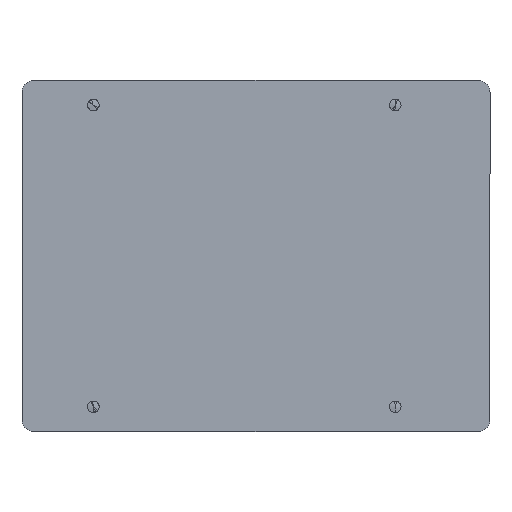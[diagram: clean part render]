
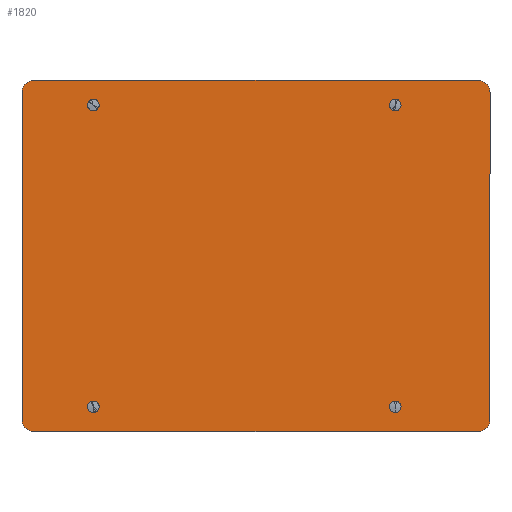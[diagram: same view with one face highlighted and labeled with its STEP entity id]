
A CAD part, top view. The second image highlights one B-rep face of the part: STEP entity #1820.
In plain terms, the highlighted planar face has unit normal (0, 0, 1).
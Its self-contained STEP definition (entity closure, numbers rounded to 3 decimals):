
#3 = ORIENTED_EDGE ( 'NONE', *, *, #1243, .F. ) ;
#15 = PLANE ( 'NONE',  #740 ) ;
#41 = AXIS2_PLACEMENT_3D ( 'NONE', #337, #2540, #2136 ) ;
#51 = DIRECTION ( 'NONE',  ( 1., 0., 0. ) ) ;
#80 = DIRECTION ( 'NONE',  ( 0., 0., 1. ) ) ;
#95 = DIRECTION ( 'NONE',  ( 1., 0., 0. ) ) ;
#120 = CARTESIAN_POINT ( 'NONE',  ( 151.207, 128.273, 10. ) ) ;
#141 = DIRECTION ( 'NONE',  ( 1., 0., 0. ) ) ;
#152 = ORIENTED_EDGE ( 'NONE', *, *, #900, .F. ) ;
#154 = DIRECTION ( 'NONE',  ( 0., 0., 1. ) ) ;
#174 = VERTEX_POINT ( 'NONE', #2452 ) ;
#190 = DIRECTION ( 'NONE',  ( -1., 0., 0. ) ) ;
#193 = CARTESIAN_POINT ( 'NONE',  ( 156.207, -16.727, 10. ) ) ;
#217 = DIRECTION ( 'NONE',  ( 1., 0., 0. ) ) ;
#269 = CARTESIAN_POINT ( 'NONE',  ( -43.793, -16.727, 10. ) ) ;
#337 = CARTESIAN_POINT ( 'NONE',  ( 115.707, -11.227, 10. ) ) ;
#343 = CARTESIAN_POINT ( 'NONE',  ( 151.207, -16.727, 10. ) ) ;
#345 = VERTEX_POINT ( 'NONE', #269 ) ;
#351 = VERTEX_POINT ( 'NONE', #1652 ) ;
#353 = CIRCLE ( 'NONE', #821, 2.5 ) ;
#384 = ORIENTED_EDGE ( 'NONE', *, *, #2778, .T. ) ;
#419 = LINE ( 'NONE', #2859, #626 ) ;
#440 = CIRCLE ( 'NONE', #1049, 2.5 ) ;
#465 = FACE_BOUND ( 'NONE', #603, .T. ) ;
#511 = DIRECTION ( 'NONE',  ( 0., 0., 1. ) ) ;
#524 = CARTESIAN_POINT ( 'NONE',  ( 151.207, 123.273, 10. ) ) ;
#555 = DIRECTION ( 'NONE',  ( 1., 0., 0. ) ) ;
#568 = CARTESIAN_POINT ( 'NONE',  ( 115.707, 117.773, 10. ) ) ;
#600 = EDGE_CURVE ( 'NONE', #686, #1750, #1291, .T. ) ;
#603 = EDGE_LOOP ( 'NONE', ( #833, #894 ) ) ;
#626 = VECTOR ( 'NONE', #190, 1000. ) ;
#640 = DIRECTION ( 'NONE',  ( 0., 0., 1. ) ) ;
#664 = VERTEX_POINT ( 'NONE', #993 ) ;
#667 = VERTEX_POINT ( 'NONE', #1896 ) ;
#685 = EDGE_CURVE ( 'NONE', #1313, #738, #2810, .T. ) ;
#686 = VERTEX_POINT ( 'NONE', #2361 ) ;
#723 = VERTEX_POINT ( 'NONE', #2401 ) ;
#738 = VERTEX_POINT ( 'NONE', #1969 ) ;
#740 = AXIS2_PLACEMENT_3D ( 'NONE', #1165, #1348, #2692 ) ;
#742 = CARTESIAN_POINT ( 'NONE',  ( 115.707, -11.227, 10. ) ) ;
#748 = ORIENTED_EDGE ( 'NONE', *, *, #768, .T. ) ;
#768 = EDGE_CURVE ( 'NONE', #174, #345, #1927, .T. ) ;
#771 = AXIS2_PLACEMENT_3D ( 'NONE', #742, #80, #95 ) ;
#821 = AXIS2_PLACEMENT_3D ( 'NONE', #928, #1539, #217 ) ;
#822 = ORIENTED_EDGE ( 'NONE', *, *, #2007, .T. ) ;
#833 = ORIENTED_EDGE ( 'NONE', *, *, #1095, .F. ) ;
#839 = CARTESIAN_POINT ( 'NONE',  ( -38.793, -21.727, 10. ) ) ;
#869 = DIRECTION ( 'NONE',  ( 1., 0., 0. ) ) ;
#894 = ORIENTED_EDGE ( 'NONE', *, *, #685, .F. ) ;
#900 = EDGE_CURVE ( 'NONE', #723, #351, #353, .T. ) ;
#928 = CARTESIAN_POINT ( 'NONE',  ( 115.707, 117.773, 10. ) ) ;
#930 = AXIS2_PLACEMENT_3D ( 'NONE', #343, #1688, #2648 ) ;
#945 = ORIENTED_EDGE ( 'NONE', *, *, #1133, .F. ) ;
#979 = CARTESIAN_POINT ( 'NONE',  ( 156.207, 123.273, 10. ) ) ;
#988 = DIRECTION ( 'NONE',  ( 0., 0., 1. ) ) ;
#993 = CARTESIAN_POINT ( 'NONE',  ( -15.793, 117.773, 10. ) ) ;
#1049 = AXIS2_PLACEMENT_3D ( 'NONE', #2074, #988, #51 ) ;
#1078 = DIRECTION ( 'NONE',  ( -1., 0., 0. ) ) ;
#1085 = DIRECTION ( 'NONE',  ( 0., 1., 0. ) ) ;
#1095 = EDGE_CURVE ( 'NONE', #738, #1313, #440, .T. ) ;
#1101 = CIRCLE ( 'NONE', #2710, 2.5 ) ;
#1133 = EDGE_CURVE ( 'NONE', #1750, #686, #2472, .T. ) ;
#1159 = ORIENTED_EDGE ( 'NONE', *, *, #2141, .T. ) ;
#1163 = DIRECTION ( 'NONE',  ( 1., 0., 0. ) ) ;
#1165 = CARTESIAN_POINT ( 'NONE',  ( 151.207, 123.273, 10. ) ) ;
#1195 = VERTEX_POINT ( 'NONE', #979 ) ;
#1218 = CARTESIAN_POINT ( 'NONE',  ( -38.793, -21.727, 10. ) ) ;
#1236 = VERTEX_POINT ( 'NONE', #2841 ) ;
#1243 = EDGE_CURVE ( 'NONE', #351, #723, #1101, .T. ) ;
#1291 = CIRCLE ( 'NONE', #41, 2.5 ) ;
#1297 = ORIENTED_EDGE ( 'NONE', *, *, #1948, .T. ) ;
#1313 = VERTEX_POINT ( 'NONE', #2605 ) ;
#1316 = ORIENTED_EDGE ( 'NONE', *, *, #2219, .F. ) ;
#1335 = AXIS2_PLACEMENT_3D ( 'NONE', #1680, #2582, #555 ) ;
#1337 = EDGE_LOOP ( 'NONE', ( #1600, #945 ) ) ;
#1348 = DIRECTION ( 'NONE',  ( 0., 0., -1. ) ) ;
#1357 = CARTESIAN_POINT ( 'NONE',  ( -13.293, 117.773, 10. ) ) ;
#1483 = DIRECTION ( 'NONE',  ( 0., 0., 1. ) ) ;
#1504 = DIRECTION ( 'NONE',  ( 1., 0., 0. ) ) ;
#1514 = VECTOR ( 'NONE', #1085, 1000. ) ;
#1528 = ORIENTED_EDGE ( 'NONE', *, *, #2081, .F. ) ;
#1539 = DIRECTION ( 'NONE',  ( 0., 0., 1. ) ) ;
#1549 = LINE ( 'NONE', #2214, #1514 ) ;
#1551 = VECTOR ( 'NONE', #141, 1000. ) ;
#1556 = CIRCLE ( 'NONE', #1760, 2.5 ) ;
#1561 = CARTESIAN_POINT ( 'NONE',  ( 113.207, -11.227, 10. ) ) ;
#1571 = VERTEX_POINT ( 'NONE', #120 ) ;
#1593 = FACE_OUTER_BOUND ( 'NONE', #1773, .T. ) ;
#1600 = ORIENTED_EDGE ( 'NONE', *, *, #600, .F. ) ;
#1626 = EDGE_CURVE ( 'NONE', #667, #1694, #2209, .T. ) ;
#1652 = CARTESIAN_POINT ( 'NONE',  ( 113.207, 117.773, 10. ) ) ;
#1664 = CIRCLE ( 'NONE', #2377, 5. ) ;
#1680 = CARTESIAN_POINT ( 'NONE',  ( -13.293, -11.227, 10. ) ) ;
#1688 = DIRECTION ( 'NONE',  ( 0., 0., 1. ) ) ;
#1694 = VERTEX_POINT ( 'NONE', #193 ) ;
#1722 = CIRCLE ( 'NONE', #2425, 5. ) ;
#1750 = VERTEX_POINT ( 'NONE', #1561 ) ;
#1760 = AXIS2_PLACEMENT_3D ( 'NONE', #2103, #640, #869 ) ;
#1773 = EDGE_LOOP ( 'NONE', ( #1297, #1972, #1159, #748, #822, #1938, #1851, #384 ) ) ;
#1820 = ADVANCED_FACE ( 'NONE', ( #2723, #2027, #465, #2475, #1593 ), #15, .F. ) ;
#1851 = ORIENTED_EDGE ( 'NONE', *, *, #1626, .T. ) ;
#1896 = CARTESIAN_POINT ( 'NONE',  ( 151.207, -21.727, 10. ) ) ;
#1914 = CARTESIAN_POINT ( 'NONE',  ( -38.793, -16.727, 10. ) ) ;
#1927 = LINE ( 'NONE', #2858, #2107 ) ;
#1938 = ORIENTED_EDGE ( 'NONE', *, *, #2391, .T. ) ;
#1948 = EDGE_CURVE ( 'NONE', #1195, #1571, #2324, .T. ) ;
#1969 = CARTESIAN_POINT ( 'NONE',  ( -10.793, -11.227, 10. ) ) ;
#1972 = ORIENTED_EDGE ( 'NONE', *, *, #2120, .T. ) ;
#1995 = DIRECTION ( 'NONE',  ( -1., 0., 0. ) ) ;
#2007 = EDGE_CURVE ( 'NONE', #345, #2338, #1664, .T. ) ;
#2027 = FACE_BOUND ( 'NONE', #1337, .T. ) ;
#2074 = CARTESIAN_POINT ( 'NONE',  ( -13.293, -11.227, 10. ) ) ;
#2081 = EDGE_CURVE ( 'NONE', #664, #2490, #1556, .T. ) ;
#2103 = CARTESIAN_POINT ( 'NONE',  ( -13.293, 117.773, 10. ) ) ;
#2107 = VECTOR ( 'NONE', #2410, 1000. ) ;
#2120 = EDGE_CURVE ( 'NONE', #1571, #1236, #419, .T. ) ;
#2136 = DIRECTION ( 'NONE',  ( 1., 0., 0. ) ) ;
#2137 = DIRECTION ( 'NONE',  ( -1., 0., 0. ) ) ;
#2141 = EDGE_CURVE ( 'NONE', #1236, #174, #1722, .T. ) ;
#2209 = CIRCLE ( 'NONE', #930, 5. ) ;
#2214 = CARTESIAN_POINT ( 'NONE',  ( 156.207, 123.273, 10. ) ) ;
#2219 = EDGE_CURVE ( 'NONE', #2490, #664, #2707, .T. ) ;
#2324 = CIRCLE ( 'NONE', #2789, 5. ) ;
#2329 = EDGE_LOOP ( 'NONE', ( #152, #3 ) ) ;
#2338 = VERTEX_POINT ( 'NONE', #1218 ) ;
#2361 = CARTESIAN_POINT ( 'NONE',  ( 118.207, -11.227, 10. ) ) ;
#2377 = AXIS2_PLACEMENT_3D ( 'NONE', #1914, #154, #1078 ) ;
#2386 = LINE ( 'NONE', #839, #1551 ) ;
#2391 = EDGE_CURVE ( 'NONE', #2338, #667, #2386, .T. ) ;
#2399 = DIRECTION ( 'NONE',  ( 0., 0., 1. ) ) ;
#2401 = CARTESIAN_POINT ( 'NONE',  ( 118.207, 117.773, 10. ) ) ;
#2410 = DIRECTION ( 'NONE',  ( 0., -1., 0. ) ) ;
#2411 = CARTESIAN_POINT ( 'NONE',  ( -38.793, 123.273, 10. ) ) ;
#2425 = AXIS2_PLACEMENT_3D ( 'NONE', #2411, #1483, #1995 ) ;
#2452 = CARTESIAN_POINT ( 'NONE',  ( -43.793, 123.273, 10. ) ) ;
#2469 = CARTESIAN_POINT ( 'NONE',  ( -10.793, 117.773, 10. ) ) ;
#2472 = CIRCLE ( 'NONE', #771, 2.5 ) ;
#2475 = FACE_BOUND ( 'NONE', #2329, .T. ) ;
#2490 = VERTEX_POINT ( 'NONE', #2469 ) ;
#2518 = EDGE_LOOP ( 'NONE', ( #1316, #1528 ) ) ;
#2540 = DIRECTION ( 'NONE',  ( 0., 0., 1. ) ) ;
#2582 = DIRECTION ( 'NONE',  ( 0., 0., 1. ) ) ;
#2605 = CARTESIAN_POINT ( 'NONE',  ( -15.793, -11.227, 10. ) ) ;
#2648 = DIRECTION ( 'NONE',  ( -1., 0., 0. ) ) ;
#2661 = AXIS2_PLACEMENT_3D ( 'NONE', #1357, #2676, #1163 ) ;
#2676 = DIRECTION ( 'NONE',  ( 0., 0., 1. ) ) ;
#2692 = DIRECTION ( 'NONE',  ( -1., 0., 0. ) ) ;
#2707 = CIRCLE ( 'NONE', #2661, 2.5 ) ;
#2710 = AXIS2_PLACEMENT_3D ( 'NONE', #568, #2399, #1504 ) ;
#2723 = FACE_BOUND ( 'NONE', #2518, .T. ) ;
#2778 = EDGE_CURVE ( 'NONE', #1694, #1195, #1549, .T. ) ;
#2789 = AXIS2_PLACEMENT_3D ( 'NONE', #524, #511, #2137 ) ;
#2810 = CIRCLE ( 'NONE', #1335, 2.5 ) ;
#2841 = CARTESIAN_POINT ( 'NONE',  ( -38.793, 128.273, 10. ) ) ;
#2858 = CARTESIAN_POINT ( 'NONE',  ( -43.793, 123.273, 10. ) ) ;
#2859 = CARTESIAN_POINT ( 'NONE',  ( -38.793, 128.273, 10. ) ) ;
